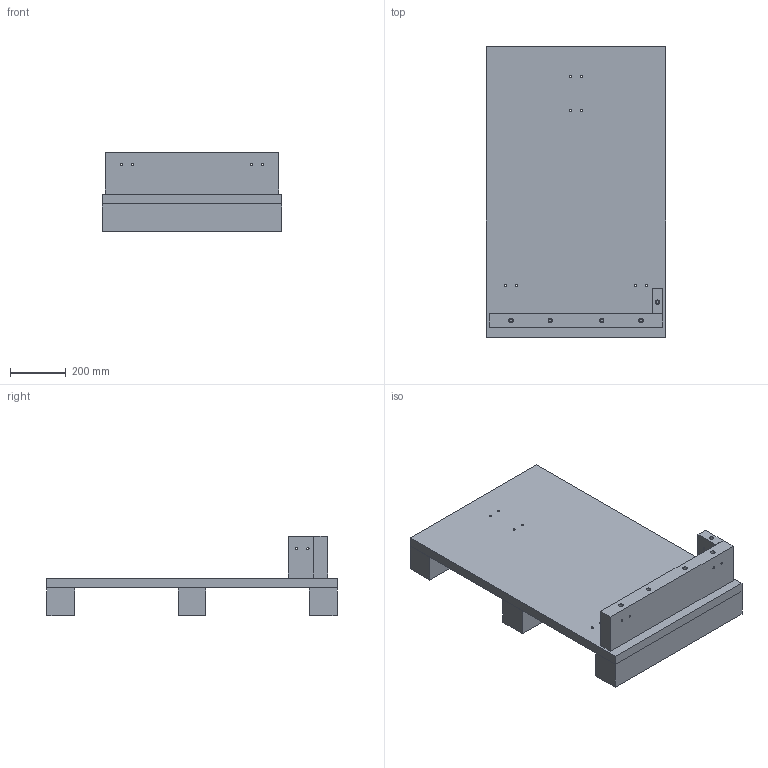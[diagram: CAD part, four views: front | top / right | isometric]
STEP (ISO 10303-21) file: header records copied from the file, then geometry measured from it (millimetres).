
FILE_DESCRIPTION (( 'STEP AP203' ), '1' );
FILE_NAME ('MS001-B.07.003MB.1.1 怢陬迖攫.step', '2021-08-27T10:52:51', ( 'Windows User' ), ( 'P R C' ), 'SwSTEP 2.0', 'SolidWorks 2016', '' );
FILE_SCHEMA (( 'CONFIG_CONTROL_DESIGN' ));
Length unit declared in the file: millimetre
Products named in the file (1): MS001-B.07.003MB.1.1 怢陬迖攫
Bounding box: 640 x 1037 x 285 mm (x, y, z)
Volume: 47438031.6 mm3; surface area: 2568155.9 mm2
Topology: 5 solids, 5 shells, 95 faces, 222 edges, 148 vertices
Faces by surface type: cylinder 50, plane 45
Entity records: 2885 total; most frequent: DIRECTION 514, CARTESIAN_POINT 466, ORIENTED_EDGE 444, EDGE_CURVE 222, AXIS2_PLACEMENT_3D 196, VERTEX_POINT 148, EDGE_LOOP 136, VECTOR 122
